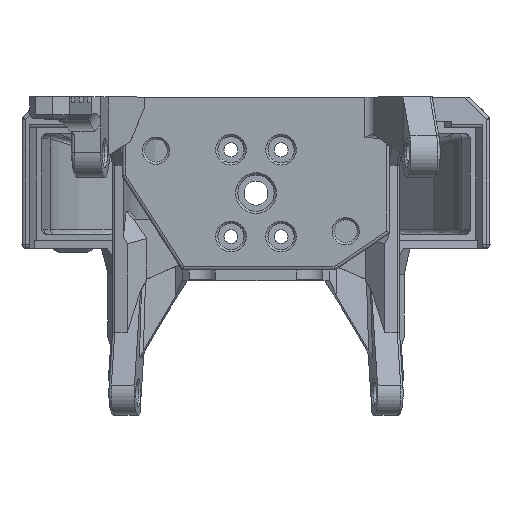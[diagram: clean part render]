
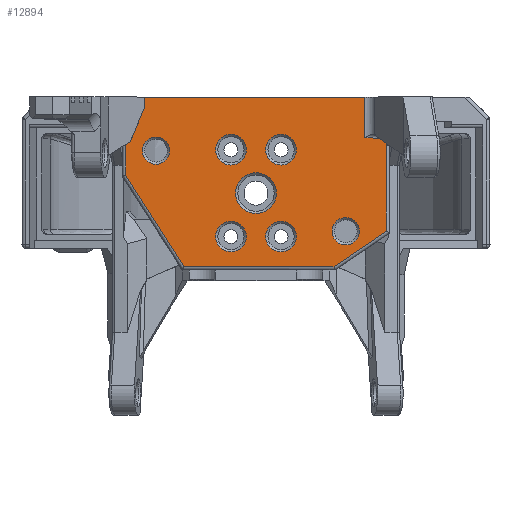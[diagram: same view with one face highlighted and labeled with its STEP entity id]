
A CAD part, top view. The second image highlights one B-rep face of the part: STEP entity #12894.
In plain terms, the highlighted planar face has unit normal (0, 0, 1).
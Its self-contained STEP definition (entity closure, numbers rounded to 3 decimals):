
#191=FACE_BOUND('',#1955,.T.);
#192=FACE_BOUND('',#1956,.T.);
#193=FACE_BOUND('',#1957,.T.);
#194=FACE_BOUND('',#1958,.T.);
#195=FACE_BOUND('',#1959,.T.);
#196=FACE_BOUND('',#1960,.T.);
#197=FACE_BOUND('',#1961,.T.);
#481=PLANE('',#13931);
#1217=FACE_OUTER_BOUND('',#1954,.T.);
#1954=EDGE_LOOP('',(#11545,#11546,#11547,#11548,#11549,#11550,#11551,#11552,
#11553,#11554,#11555,#11556,#11557));
#1955=EDGE_LOOP('',(#11558));
#1956=EDGE_LOOP('',(#11559));
#1957=EDGE_LOOP('',(#11560));
#1958=EDGE_LOOP('',(#11561));
#1959=EDGE_LOOP('',(#11562));
#1960=EDGE_LOOP('',(#11563));
#1961=EDGE_LOOP('',(#11564));
#2179=ELLIPSE('',#13932,2.808,2.6);
#2180=ELLIPSE('',#13933,2.808,2.6);
#2248=LINE('',#19194,#3353);
#3142=LINE('',#30873,#4247);
#3143=LINE('',#30875,#4248);
#3144=LINE('',#30879,#4249);
#3145=LINE('',#30880,#4250);
#3146=LINE('',#30882,#4251);
#3147=LINE('',#30884,#4252);
#3148=LINE('',#30886,#4253);
#3149=LINE('',#30890,#4254);
#3150=LINE('',#30892,#4255);
#3151=LINE('',#30893,#4256);
#3353=VECTOR('',#14237,10.);
#4247=VECTOR('',#16891,10.);
#4248=VECTOR('',#16892,10.);
#4249=VECTOR('',#16895,10.);
#4250=VECTOR('',#16896,10.);
#4251=VECTOR('',#16897,10.);
#4252=VECTOR('',#16898,10.);
#4253=VECTOR('',#16899,10.);
#4254=VECTOR('',#16902,10.);
#4255=VECTOR('',#16903,10.);
#4256=VECTOR('',#16904,10.);
#5036=CIRCLE('',#13929,2.75);
#5038=CIRCLE('',#13934,2.75);
#5039=CIRCLE('',#13935,2.75);
#5040=CIRCLE('',#13936,2.45);
#5041=CIRCLE('',#13937,3.65);
#5042=CIRCLE('',#13938,2.45);
#5043=CIRCLE('',#13939,2.75);
#5213=VERTEX_POINT('',#19191);
#5214=VERTEX_POINT('',#19193);
#6185=VERTEX_POINT('',#30866);
#6186=VERTEX_POINT('',#30871);
#6187=VERTEX_POINT('',#30872);
#6188=VERTEX_POINT('',#30874);
#6189=VERTEX_POINT('',#30876);
#6190=VERTEX_POINT('',#30878);
#6191=VERTEX_POINT('',#30881);
#6192=VERTEX_POINT('',#30883);
#6193=VERTEX_POINT('',#30885);
#6194=VERTEX_POINT('',#30887);
#6195=VERTEX_POINT('',#30889);
#6196=VERTEX_POINT('',#30891);
#6197=VERTEX_POINT('',#30894);
#6198=VERTEX_POINT('',#30896);
#6199=VERTEX_POINT('',#30898);
#6200=VERTEX_POINT('',#30900);
#6201=VERTEX_POINT('',#30902);
#6202=VERTEX_POINT('',#30904);
#6465=EDGE_CURVE('',#5213,#5214,#2248,.T.);
#8011=EDGE_CURVE('',#6185,#6185,#5036,.T.);
#8013=EDGE_CURVE('',#6186,#6187,#3142,.T.);
#8014=EDGE_CURVE('',#6188,#6186,#3143,.T.);
#8015=EDGE_CURVE('',#6189,#6188,#2179,.T.);
#8016=EDGE_CURVE('',#6190,#6189,#3144,.T.);
#8017=EDGE_CURVE('',#5214,#6190,#3145,.T.);
#8018=EDGE_CURVE('',#5213,#6191,#3146,.T.);
#8019=EDGE_CURVE('',#6191,#6192,#3147,.T.);
#8020=EDGE_CURVE('',#6193,#6192,#3148,.T.);
#8021=EDGE_CURVE('',#6194,#6193,#2180,.T.);
#8022=EDGE_CURVE('',#6195,#6194,#3149,.T.);
#8023=EDGE_CURVE('',#6196,#6195,#3150,.T.);
#8024=EDGE_CURVE('',#6187,#6196,#3151,.T.);
#8025=EDGE_CURVE('',#6197,#6197,#5038,.T.);
#8026=EDGE_CURVE('',#6198,#6198,#5039,.T.);
#8027=EDGE_CURVE('',#6199,#6199,#5040,.T.);
#8028=EDGE_CURVE('',#6200,#6200,#5041,.T.);
#8029=EDGE_CURVE('',#6201,#6201,#5042,.T.);
#8030=EDGE_CURVE('',#6202,#6202,#5043,.T.);
#11545=ORIENTED_EDGE('',*,*,#8013,.F.);
#11546=ORIENTED_EDGE('',*,*,#8014,.F.);
#11547=ORIENTED_EDGE('',*,*,#8015,.F.);
#11548=ORIENTED_EDGE('',*,*,#8016,.F.);
#11549=ORIENTED_EDGE('',*,*,#8017,.F.);
#11550=ORIENTED_EDGE('',*,*,#6465,.F.);
#11551=ORIENTED_EDGE('',*,*,#8018,.T.);
#11552=ORIENTED_EDGE('',*,*,#8019,.T.);
#11553=ORIENTED_EDGE('',*,*,#8020,.F.);
#11554=ORIENTED_EDGE('',*,*,#8021,.F.);
#11555=ORIENTED_EDGE('',*,*,#8022,.F.);
#11556=ORIENTED_EDGE('',*,*,#8023,.F.);
#11557=ORIENTED_EDGE('',*,*,#8024,.F.);
#11558=ORIENTED_EDGE('',*,*,#8025,.F.);
#11559=ORIENTED_EDGE('',*,*,#8026,.F.);
#11560=ORIENTED_EDGE('',*,*,#8027,.F.);
#11561=ORIENTED_EDGE('',*,*,#8028,.F.);
#11562=ORIENTED_EDGE('',*,*,#8029,.F.);
#11563=ORIENTED_EDGE('',*,*,#8030,.F.);
#11564=ORIENTED_EDGE('',*,*,#8011,.F.);
#12894=ADVANCED_FACE('',(#1217,#191,#192,#193,#194,#195,#196,#197),#481,
 .F.);
#13929=AXIS2_PLACEMENT_3D('',#30868,#16885,#16886);
#13931=AXIS2_PLACEMENT_3D('',#30870,#16889,#16890);
#13932=AXIS2_PLACEMENT_3D('',#30877,#16893,#16894);
#13933=AXIS2_PLACEMENT_3D('',#30888,#16900,#16901);
#13934=AXIS2_PLACEMENT_3D('',#30895,#16905,#16906);
#13935=AXIS2_PLACEMENT_3D('',#30897,#16907,#16908);
#13936=AXIS2_PLACEMENT_3D('',#30899,#16909,#16910);
#13937=AXIS2_PLACEMENT_3D('',#30901,#16911,#16912);
#13938=AXIS2_PLACEMENT_3D('',#30903,#16913,#16914);
#13939=AXIS2_PLACEMENT_3D('',#30905,#16915,#16916);
#14237=DIRECTION('',(1.,0.,0.));
#16885=DIRECTION('center_axis',(0.,0.,
1.));
#16886=DIRECTION('ref_axis',(0.,-1.,0.));
#16889=DIRECTION('center_axis',(0.,0.,
-1.));
#16890=DIRECTION('ref_axis',(-1.,0.,0.));
#16891=DIRECTION('',(-0.829,-0.56,0.));
#16892=DIRECTION('',(0.,-1.,0.));
#16893=DIRECTION('center_axis',(0.,0.,
1.));
#16894=DIRECTION('ref_axis',(0.,1.,0.));
#16895=DIRECTION('',(0.997,-0.072,0.));
#16896=DIRECTION('',(0.,-1.,0.));
#16897=DIRECTION('',(0.,-1.,0.));
#16898=DIRECTION('',(-0.391,-0.921,0.));
#16899=DIRECTION('',(0.997,0.072,0.));
#16900=DIRECTION('center_axis',(0.,0.,
1.));
#16901=DIRECTION('ref_axis',(0.,1.,0.));
#16902=DIRECTION('',(0.,1.,0.));
#16903=DIRECTION('',(-0.539,0.842,0.));
#16904=DIRECTION('',(-1.,0.,0.));
#16905=DIRECTION('center_axis',(0.,0.,
1.));
#16906=DIRECTION('ref_axis',(0.,-1.,0.));
#16907=DIRECTION('center_axis',(0.,0.,
1.));
#16908=DIRECTION('ref_axis',(0.,-1.,0.));
#16909=DIRECTION('center_axis',(0.,0.,
1.));
#16910=DIRECTION('ref_axis',(0.,1.,0.));
#16911=DIRECTION('center_axis',(0.,0.,
1.));
#16912=DIRECTION('ref_axis',(0.,-1.,0.));
#16913=DIRECTION('center_axis',(0.,0.,
1.));
#16914=DIRECTION('ref_axis',(0.,1.,0.));
#16915=DIRECTION('center_axis',(0.,0.,
1.));
#16916=DIRECTION('ref_axis',(0.,-1.,0.));
#19191=CARTESIAN_POINT('',(101.323,-4.04,86.915));
#19193=CARTESIAN_POINT('',(140.876,-4.04,86.915));
#19194=CARTESIAN_POINT('',(121.36,-4.04,86.915));
#30866=CARTESIAN_POINT('',(125.825,-26.334,86.915));
#30868=CARTESIAN_POINT('Origin',(125.825,-29.084,86.915));
#30870=CARTESIAN_POINT('Origin',(121.359,-31.936,86.915));
#30871=CARTESIAN_POINT('',(144.724,-28.124,86.915));
#30872=CARTESIAN_POINT('',(135.327,-34.471,86.915));
#30873=CARTESIAN_POINT('',(133.237,-35.883,86.915));
#30874=CARTESIAN_POINT('',(144.724,-12.714,86.915));
#30875=CARTESIAN_POINT('',(144.724,-26.332,86.915));
#30876=CARTESIAN_POINT('',(144.941,-11.591,86.915));
#30877=CARTESIAN_POINT('Origin',(147.324,-12.714,86.915));
#30878=CARTESIAN_POINT('',(140.876,-11.299,86.915));
#30879=CARTESIAN_POINT('',(129.051,-10.448,86.915));
#30880=CARTESIAN_POINT('',(140.876,-19.989,86.915));
#30881=CARTESIAN_POINT('',(101.323,-5.94,86.915));
#30882=CARTESIAN_POINT('',(101.323,-19.989,86.915));
#30883=CARTESIAN_POINT('',(98.964,-11.496,86.915));
#30884=CARTESIAN_POINT('',(97.797,-14.246,86.915));
#30885=CARTESIAN_POINT('',(97.707,-11.586,86.915));
#30886=CARTESIAN_POINT('',(113.625,-10.441,86.915));
#30887=CARTESIAN_POINT('',(97.924,-12.709,86.915));
#30888=CARTESIAN_POINT('Origin',(95.324,-12.709,86.915));
#30889=CARTESIAN_POINT('',(97.924,-18.089,86.915));
#30890=CARTESIAN_POINT('',(97.924,-26.332,86.915));
#30891=CARTESIAN_POINT('',(108.407,-34.471,86.915));
#30892=CARTESIAN_POINT('',(104.138,-27.8,86.915));
#30893=CARTESIAN_POINT('',(121.544,-34.471,86.915));
#30894=CARTESIAN_POINT('',(116.825,-26.334,86.915));
#30895=CARTESIAN_POINT('Origin',(116.825,-29.084,86.915));
#30896=CARTESIAN_POINT('',(125.825,-10.746,86.915));
#30897=CARTESIAN_POINT('Origin',(125.825,-13.496,86.915));
#30898=CARTESIAN_POINT('',(137.434,-30.575,86.915));
#30899=CARTESIAN_POINT('Origin',(137.434,-28.125,86.915));
#30900=CARTESIAN_POINT('',(121.325,-17.64,86.915));
#30901=CARTESIAN_POINT('Origin',(121.325,-21.29,86.915));
#30902=CARTESIAN_POINT('',(103.375,-16.118,86.915));
#30903=CARTESIAN_POINT('Origin',(103.375,-13.668,86.915));
#30904=CARTESIAN_POINT('',(116.825,-10.746,86.915));
#30905=CARTESIAN_POINT('Origin',(116.825,-13.496,86.915));
